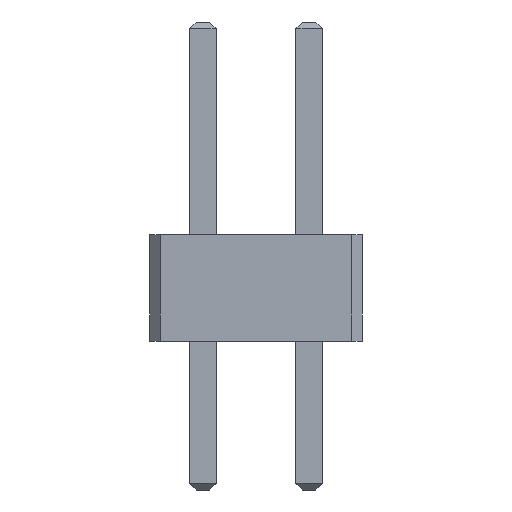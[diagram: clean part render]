
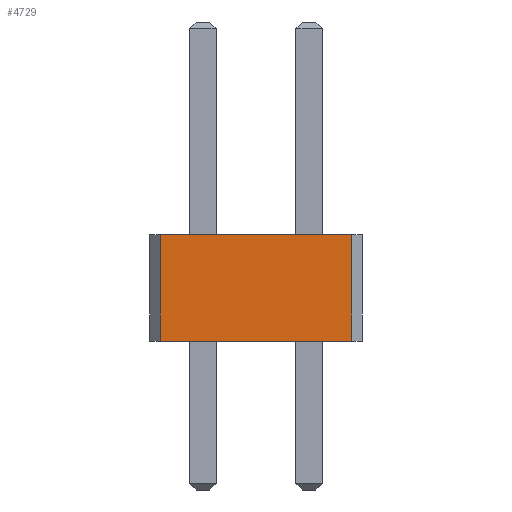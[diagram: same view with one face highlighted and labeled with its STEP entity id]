
A CAD part, front view. The second image highlights one B-rep face of the part: STEP entity #4729.
In plain terms, the highlighted planar face has unit normal (0, -1, 0).
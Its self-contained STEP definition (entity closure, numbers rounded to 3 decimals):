
#407 = VERTEX_POINT('',#408);
#408 = CARTESIAN_POINT('',(2.8,-27.,0.));
#414 = EDGE_CURVE('',#415,#407,#417,.T.);
#415 = VERTEX_POINT('',#416);
#416 = CARTESIAN_POINT('',(-0.8,-27.,0.));
#417 = LINE('',#418,#419);
#418 = CARTESIAN_POINT('',(-1.,-27.,0.));
#419 = VECTOR('',#420,1.);
#420 = DIRECTION('',(1.,0.,0.));
#2071 = VERTEX_POINT('',#2072);
#2072 = CARTESIAN_POINT('',(-0.8,-27.,2.));
#2078 = EDGE_CURVE('',#2071,#2079,#2081,.T.);
#2079 = VERTEX_POINT('',#2080);
#2080 = CARTESIAN_POINT('',(2.8,-27.,2.));
#2081 = LINE('',#2082,#2083);
#2082 = CARTESIAN_POINT('',(-1.,-27.,2.));
#2083 = VECTOR('',#2084,1.);
#2084 = DIRECTION('',(1.,0.,0.));
#4719 = EDGE_CURVE('',#415,#2071,#4720,.T.);
#4720 = LINE('',#4721,#4722);
#4721 = CARTESIAN_POINT('',(-0.8,-27.,0.));
#4722 = VECTOR('',#4723,1.);
#4723 = DIRECTION('',(0.,0.,1.));
#4729 = ADVANCED_FACE('',(#4730),#4741,.F.);
#4730 = FACE_BOUND('',#4731,.F.);
#4731 = EDGE_LOOP('',(#4732,#4733,#4734,#4735));
#4732 = ORIENTED_EDGE('',*,*,#414,.F.);
#4733 = ORIENTED_EDGE('',*,*,#4719,.T.);
#4734 = ORIENTED_EDGE('',*,*,#2078,.T.);
#4735 = ORIENTED_EDGE('',*,*,#4736,.F.);
#4736 = EDGE_CURVE('',#407,#2079,#4737,.T.);
#4737 = LINE('',#4738,#4739);
#4738 = CARTESIAN_POINT('',(2.8,-27.,0.));
#4739 = VECTOR('',#4740,1.);
#4740 = DIRECTION('',(0.,0.,1.));
#4741 = PLANE('',#4742);
#4742 = AXIS2_PLACEMENT_3D('',#4743,#4744,#4745);
#4743 = CARTESIAN_POINT('',(-1.,-27.,0.));
#4744 = DIRECTION('',(0.,1.,0.));
#4745 = DIRECTION('',(1.,0.,0.));
